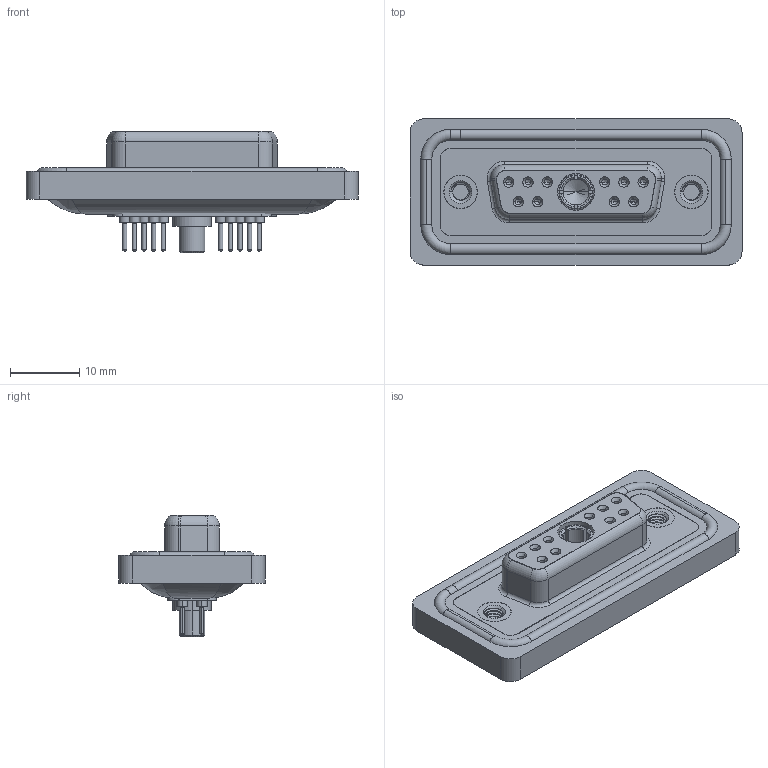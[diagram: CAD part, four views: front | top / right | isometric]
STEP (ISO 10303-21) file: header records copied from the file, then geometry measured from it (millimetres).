
FILE_DESCRIPTION (( 'STEP AP203' ), '1' );
FILE_NAME ('628W11W1324-4NA.STEP', '2024-04-09T15:21:27', ( '' ), ( '' ), 'SwSTEP 2.0', 'SolidWorks 2023', '' );
FILE_SCHEMA (( 'CONFIG_CONTROL_DESIGN' ));
Length unit declared in the file: millimetre
Products named in the file (9): 628Combo Shell Front_15 Contacts; 628Combo Contact Row 1_24; 628W11W1324-4NA; Power Socket_40A S; 628Combo Shell Rear_15 Contacts; 628Combo Housing_11W1; 628Combo Contact Row 2_24; 628Combo Threaded Rivet_A; 628Combo Waterproof Housing_15 Contacts
Assembly tree (17 placements, depth 2):
  628W11W1324-4NA
    628Combo Housing_11W1
    628Combo Waterproof Housing_15 Contacts
    628Combo Shell Front_15 Contacts
    628Combo Shell Rear_15 Contacts
    628Combo Threaded Rivet_A  x2
    628Combo Contact Row 1_24  x6
    628Combo Contact Row 2_24  x4
    Power Socket_40A S
Bounding box: 47.9 x 21.1 x 17.55 mm (x, y, z)
Volume: 6146.6 mm3; surface area: 10040.4 mm2
Topology: 19 solids, 19 shells, 1008 faces, 2407 edges, 1491 vertices
Faces by surface type: cylinder 403, plane 284, torus 215, cone 95, bspline 11
Entity records: 22291 total; most frequent: CARTESIAN_POINT 5771, DIRECTION 3459, ORIENTED_EDGE 3066, EDGE_CURVE 1533, AXIS2_PLACEMENT_3D 1423, VERTEX_POINT 969, CIRCLE 771, EDGE_LOOP 734
